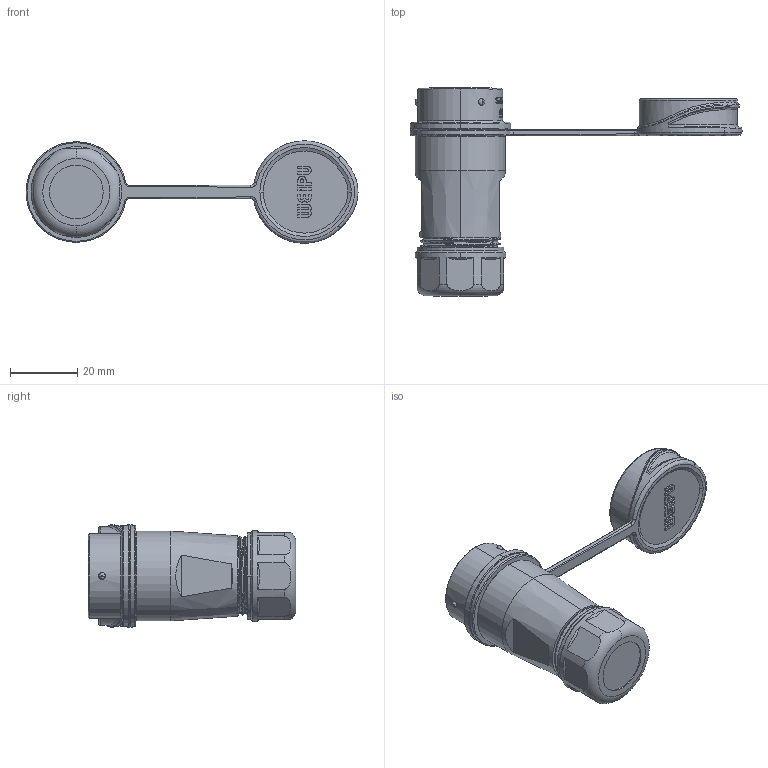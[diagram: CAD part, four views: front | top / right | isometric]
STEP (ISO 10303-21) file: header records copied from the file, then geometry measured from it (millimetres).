
FILE_DESCRIPTION((''),'2;1');
FILE_NAME('3D-SF2411-SRJ45','2025-07-14T15:14:07',('Administrator'),(''),'CREO PARAMETRIC BY PTC INC, 2018050','CREO PARAMETRIC BY PTC INC, 2018050','');
FILE_SCHEMA(('CONFIG_CONTROL_DESIGN'));
Length unit declared in the file: millimetre
Products named in the file (1): 3D-SF2411-SRJ45
Bounding box: 99 x 62 x 30.49 mm (x, y, z)
Volume: 32684.8 mm3; surface area: 13426.1 mm2
Topology: 1 solids, 6 shells, 843 faces, 2382 edges, 1580 vertices
Faces by surface type: plane 621, cylinder 106, cone 47, bspline 43, torus 23, extrusion 3
Entity records: 32584 total; most frequent: CARTESIAN_POINT 11564, ORIENTED_EDGE 4760, DIRECTION 3835, EDGE_CURVE 2380, VERTEX_POINT 1580, VECTOR 1339, LINE 1336, AXIS2_PLACEMENT_3D 1248
